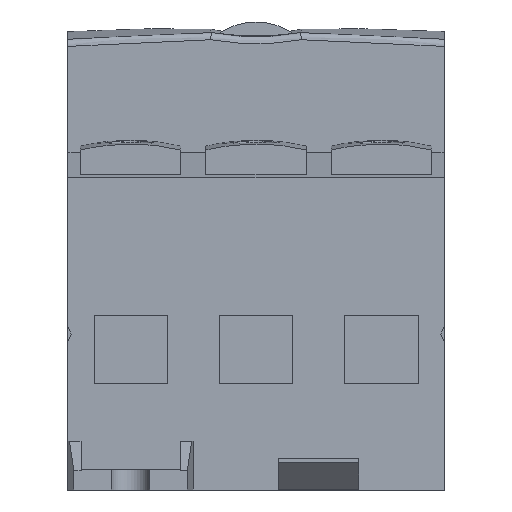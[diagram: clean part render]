
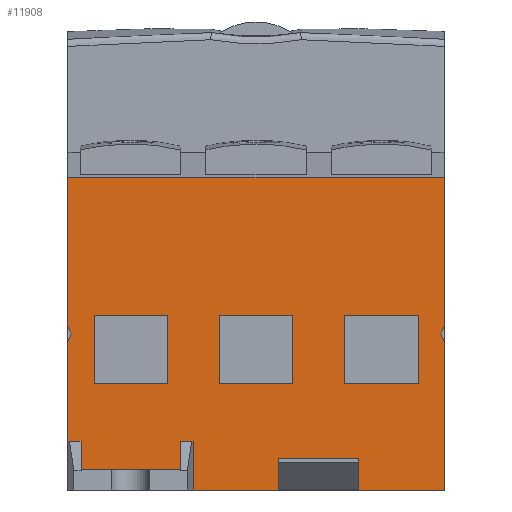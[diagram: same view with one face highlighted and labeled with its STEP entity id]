
A CAD part, front view. The second image highlights one B-rep face of the part: STEP entity #11908.
In plain terms, the highlighted planar face has unit normal (0, -1, 0).
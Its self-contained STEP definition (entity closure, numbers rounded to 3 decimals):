
#6371=DIRECTION('',(0.,0.,1.));
#6372=VECTOR('',#6371,20.786);
#6373=CARTESIAN_POINT('',(26.25,-37.4,22.814));
#6374=LINE('',#6373,#6372);
#6488=DIRECTION('',(0.,0.,1.));
#6489=VECTOR('',#6488,20.67);
#6490=CARTESIAN_POINT('',(26.25,-37.4,0.));
#6491=LINE('',#6490,#6489);
#6565=DIRECTION('',(-1.,0.,0.));
#6566=VECTOR('',#6565,35.);
#6567=CARTESIAN_POINT('',(26.25,-37.4,0.));
#6568=LINE('',#6567,#6566);
#6572=DIRECTION('',(-1.,0.,0.));
#6573=VECTOR('',#6572,1.84);
#6574=CARTESIAN_POINT('',(-8.75,-37.4,6.8));
#6575=LINE('',#6574,#6573);
#6579=DIRECTION('',(0.,0.,-1.));
#6580=VECTOR('',#6579,4.);
#6581=CARTESIAN_POINT('',(-10.59,-37.4,6.8));
#6582=LINE('',#6581,#6580);
#6586=DIRECTION('',(0.,0.,1.));
#6587=VECTOR('',#6586,4.);
#6588=CARTESIAN_POINT('',(-24.41,-37.4,2.8));
#6589=LINE('',#6588,#6587);
#6593=DIRECTION('',(-1.,0.,0.));
#6594=VECTOR('',#6593,1.84);
#6595=CARTESIAN_POINT('',(-24.41,-37.4,6.8));
#6596=LINE('',#6595,#6594);
#6600=DIRECTION('',(0.,0.,1.));
#6601=VECTOR('',#6600,13.87);
#6602=CARTESIAN_POINT('',(-26.25,-37.4,6.8));
#6603=LINE('',#6602,#6601);
#6607=DIRECTION('',(0.423,0.,0.906));
#6608=VECTOR('',#6607,1.183);
#6609=CARTESIAN_POINT('',(-26.25,-37.4,20.67));
#6610=LINE('',#6609,#6608);
#6614=DIRECTION('',(-0.423,0.,0.906));
#6615=VECTOR('',#6614,1.183);
#6616=CARTESIAN_POINT('',(-25.75,-37.4,21.742));
#6617=LINE('',#6616,#6615);
#6621=DIRECTION('',(0.,0.,1.));
#6622=VECTOR('',#6621,20.786);
#6623=CARTESIAN_POINT('',(-26.25,-37.4,22.814));
#6624=LINE('',#6623,#6622);
#6628=DIRECTION('',(-0.423,0.,-0.906));
#6629=VECTOR('',#6628,1.183);
#6630=CARTESIAN_POINT('',(26.25,-37.4,22.814));
#6631=LINE('',#6630,#6629);
#6635=DIRECTION('',(0.423,0.,-0.906));
#6636=VECTOR('',#6635,1.183);
#6637=CARTESIAN_POINT('',(25.75,-37.4,21.742));
#6638=LINE('',#6637,#6636);
#7262=DIRECTION('',(1.,0.,0.));
#7263=VECTOR('',#7262,13.82);
#7264=CARTESIAN_POINT('',(-24.41,-37.4,2.8));
#7265=LINE('',#7264,#7263);
#7326=DIRECTION('',(0.,0.,-1.));
#7327=VECTOR('',#7326,6.8);
#7328=CARTESIAN_POINT('',(-8.75,-37.4,6.8));
#7329=LINE('',#7328,#7327);
#7550=DIRECTION('',(-1.,0.,0.));
#7551=VECTOR('',#7550,52.5);
#7552=CARTESIAN_POINT('',(26.25,-37.4,43.6));
#7553=LINE('',#7552,#7551);
#8870=DIRECTION('',(0.,0.,1.));
#8871=VECTOR('',#8870,9.5);
#8872=CARTESIAN_POINT('',(-5.1,-37.4,14.9));
#8873=LINE('',#8872,#8871);
#8919=DIRECTION('',(1.,0.,0.));
#8920=VECTOR('',#8919,10.2);
#8921=CARTESIAN_POINT('',(-5.1,-37.4,24.4));
#8922=LINE('',#8921,#8920);
#8926=DIRECTION('',(0.,0.,-1.));
#8927=VECTOR('',#8926,9.5);
#8928=CARTESIAN_POINT('',(5.1,-37.4,24.4));
#8929=LINE('',#8928,#8927);
#8940=DIRECTION('',(-1.,0.,0.));
#8941=VECTOR('',#8940,10.2);
#8942=CARTESIAN_POINT('',(5.1,-37.4,14.9));
#8943=LINE('',#8942,#8941);
#8954=DIRECTION('',(1.,0.,0.));
#8955=VECTOR('',#8954,10.4);
#8956=CARTESIAN_POINT('',(12.3,-37.4,24.4));
#8957=LINE('',#8956,#8955);
#8968=DIRECTION('',(0.,0.,-1.));
#8969=VECTOR('',#8968,9.5);
#8970=CARTESIAN_POINT('',(22.7,-37.4,24.4));
#8971=LINE('',#8970,#8969);
#8982=DIRECTION('',(-1.,0.,0.));
#8983=VECTOR('',#8982,10.4);
#8984=CARTESIAN_POINT('',(22.7,-37.4,14.9));
#8985=LINE('',#8984,#8983);
#9010=DIRECTION('',(0.,0.,1.));
#9011=VECTOR('',#9010,9.5);
#9012=CARTESIAN_POINT('',(12.3,-37.4,14.9));
#9013=LINE('',#9012,#9011);
#9045=DIRECTION('',(0.,0.,1.));
#9046=VECTOR('',#9045,9.5);
#9047=CARTESIAN_POINT('',(-22.6,-37.4,14.9));
#9048=LINE('',#9047,#9046);
#9059=DIRECTION('',(0.,0.,-1.));
#9060=VECTOR('',#9059,9.5);
#9061=CARTESIAN_POINT('',(-12.3,-37.4,24.4));
#9062=LINE('',#9061,#9060);
#9080=DIRECTION('',(-1.,0.,0.));
#9081=VECTOR('',#9080,10.3);
#9082=CARTESIAN_POINT('',(-12.3,-37.4,14.9));
#9083=LINE('',#9082,#9081);
#9108=DIRECTION('',(1.,0.,0.));
#9109=VECTOR('',#9108,10.3);
#9110=CARTESIAN_POINT('',(-22.6,-37.4,24.4));
#9111=LINE('',#9110,#9109);
#10331=CARTESIAN_POINT('',(-26.25,-37.4,43.6));
#10332=VERTEX_POINT('',#10331);
#10333=CARTESIAN_POINT('',(-26.25,-37.4,22.814));
#10334=VERTEX_POINT('',#10333);
#10339=CARTESIAN_POINT('',(-26.25,-37.4,20.67));
#10340=VERTEX_POINT('',#10339);
#10341=CARTESIAN_POINT('',(-26.25,-37.4,6.8));
#10342=VERTEX_POINT('',#10341);
#10526=CARTESIAN_POINT('',(26.25,-37.4,22.814));
#10527=VERTEX_POINT('',#10526);
#10528=CARTESIAN_POINT('',(26.25,-37.4,43.6));
#10529=VERTEX_POINT('',#10528);
#10558=CARTESIAN_POINT('',(26.25,-37.4,0.));
#10559=VERTEX_POINT('',#10558);
#10560=CARTESIAN_POINT('',(26.25,-37.4,20.67));
#10561=VERTEX_POINT('',#10560);
#10578=CARTESIAN_POINT('',(25.75,-37.4,21.742));
#10579=VERTEX_POINT('',#10578);
#10580=CARTESIAN_POINT('',(-8.75,-37.4,0.));
#10581=VERTEX_POINT('',#10580);
#10582=CARTESIAN_POINT('',(-8.75,-37.4,6.8));
#10583=VERTEX_POINT('',#10582);
#10584=CARTESIAN_POINT('',(-10.59,-37.4,6.8));
#10585=VERTEX_POINT('',#10584);
#10586=CARTESIAN_POINT('',(-10.59,-37.4,2.8));
#10587=VERTEX_POINT('',#10586);
#10588=CARTESIAN_POINT('',(-24.41,-37.4,2.8));
#10589=VERTEX_POINT('',#10588);
#10590=CARTESIAN_POINT('',(-24.41,-37.4,6.8));
#10591=VERTEX_POINT('',#10590);
#10592=CARTESIAN_POINT('',(-25.75,-37.4,21.742));
#10593=VERTEX_POINT('',#10592);
#10594=CARTESIAN_POINT('',(-5.1,-37.4,14.9));
#10595=CARTESIAN_POINT('',(-5.1,-37.4,24.4));
#10596=VERTEX_POINT('',#10594);
#10597=VERTEX_POINT('',#10595);
#10598=CARTESIAN_POINT('',(5.1,-37.4,14.9));
#10599=VERTEX_POINT('',#10598);
#10600=CARTESIAN_POINT('',(5.1,-37.4,24.4));
#10601=VERTEX_POINT('',#10600);
#10602=CARTESIAN_POINT('',(12.3,-37.4,24.4));
#10603=CARTESIAN_POINT('',(22.7,-37.4,24.4));
#10604=VERTEX_POINT('',#10602);
#10605=VERTEX_POINT('',#10603);
#10606=CARTESIAN_POINT('',(12.3,-37.4,14.9));
#10607=VERTEX_POINT('',#10606);
#10608=CARTESIAN_POINT('',(22.7,-37.4,14.9));
#10609=VERTEX_POINT('',#10608);
#10610=CARTESIAN_POINT('',(-22.6,-37.4,14.9));
#10611=CARTESIAN_POINT('',(-22.6,-37.4,24.4));
#10612=VERTEX_POINT('',#10610);
#10613=VERTEX_POINT('',#10611);
#10614=CARTESIAN_POINT('',(-12.3,-37.4,14.9));
#10615=VERTEX_POINT('',#10614);
#10616=CARTESIAN_POINT('',(-12.3,-37.4,24.4));
#10617=VERTEX_POINT('',#10616);
#11844=CARTESIAN_POINT('',(25.324,-37.4,-0.268));
#11845=DIRECTION('',(0.,-1.,0.));
#11846=DIRECTION('',(0.,0.,1.));
#11847=AXIS2_PLACEMENT_3D('',#11844,#11845,#11846);
#11848=PLANE('',#11847);
#11849=ORIENTED_EDGE('',*,*,#11771,.F.);
#11851=ORIENTED_EDGE('',*,*,#11850,.T.);
#11853=ORIENTED_EDGE('',*,*,#11852,.F.);
#11855=ORIENTED_EDGE('',*,*,#11854,.T.);
#11857=ORIENTED_EDGE('',*,*,#11856,.T.);
#11859=ORIENTED_EDGE('',*,*,#11858,.F.);
#11861=ORIENTED_EDGE('',*,*,#11860,.T.);
#11863=ORIENTED_EDGE('',*,*,#11862,.T.);
#11864=ORIENTED_EDGE('',*,*,#11098,.T.);
#11866=ORIENTED_EDGE('',*,*,#11865,.T.);
#11868=ORIENTED_EDGE('',*,*,#11867,.T.);
#11869=ORIENTED_EDGE('',*,*,#11090,.T.);
#11871=ORIENTED_EDGE('',*,*,#11870,.F.);
#11872=ORIENTED_EDGE('',*,*,#11727,.F.);
#11873=ORIENTED_EDGE('',*,*,#11828,.T.);
#11875=ORIENTED_EDGE('',*,*,#11874,.T.);
#11876=EDGE_LOOP('',(#11849,#11851,#11853,#11855,#11857,#11859,#11861,#11863,
#11864,#11866,#11868,#11869,#11871,#11872,#11873,#11875));
#11877=FACE_OUTER_BOUND('',#11876,.F.);
#11879=ORIENTED_EDGE('',*,*,#11878,.F.);
#11881=ORIENTED_EDGE('',*,*,#11880,.F.);
#11883=ORIENTED_EDGE('',*,*,#11882,.F.);
#11885=ORIENTED_EDGE('',*,*,#11884,.F.);
#11886=EDGE_LOOP('',(#11879,#11881,#11883,#11885));
#11887=FACE_BOUND('',#11886,.F.);
#11889=ORIENTED_EDGE('',*,*,#11888,.F.);
#11891=ORIENTED_EDGE('',*,*,#11890,.F.);
#11893=ORIENTED_EDGE('',*,*,#11892,.F.);
#11895=ORIENTED_EDGE('',*,*,#11894,.F.);
#11896=EDGE_LOOP('',(#11889,#11891,#11893,#11895));
#11897=FACE_BOUND('',#11896,.F.);
#11899=ORIENTED_EDGE('',*,*,#11898,.F.);
#11901=ORIENTED_EDGE('',*,*,#11900,.F.);
#11903=ORIENTED_EDGE('',*,*,#11902,.F.);
#11905=ORIENTED_EDGE('',*,*,#11904,.F.);
#11906=EDGE_LOOP('',(#11899,#11901,#11903,#11905));
#11907=FACE_BOUND('',#11906,.F.);
#11090=EDGE_CURVE('',#10334,#10332,#6624,.T.);
#11098=EDGE_CURVE('',#10342,#10340,#6603,.T.);
#11727=EDGE_CURVE('',#10527,#10529,#6374,.T.);
#11771=EDGE_CURVE('',#10559,#10561,#6491,.T.);
#11828=EDGE_CURVE('',#10527,#10579,#6631,.T.);
#11850=EDGE_CURVE('',#10559,#10581,#6568,.T.);
#11852=EDGE_CURVE('',#10583,#10581,#7329,.T.);
#11854=EDGE_CURVE('',#10583,#10585,#6575,.T.);
#11856=EDGE_CURVE('',#10585,#10587,#6582,.T.);
#11858=EDGE_CURVE('',#10589,#10587,#7265,.T.);
#11860=EDGE_CURVE('',#10589,#10591,#6589,.T.);
#11862=EDGE_CURVE('',#10591,#10342,#6596,.T.);
#11865=EDGE_CURVE('',#10340,#10593,#6610,.T.);
#11867=EDGE_CURVE('',#10593,#10334,#6617,.T.);
#11870=EDGE_CURVE('',#10529,#10332,#7553,.T.);
#11874=EDGE_CURVE('',#10579,#10561,#6638,.T.);
#11878=EDGE_CURVE('',#10596,#10597,#8873,.T.);
#11880=EDGE_CURVE('',#10599,#10596,#8943,.T.);
#11882=EDGE_CURVE('',#10601,#10599,#8929,.T.);
#11884=EDGE_CURVE('',#10597,#10601,#8922,.T.);
#11888=EDGE_CURVE('',#10604,#10605,#8957,.T.);
#11890=EDGE_CURVE('',#10607,#10604,#9013,.T.);
#11892=EDGE_CURVE('',#10609,#10607,#8985,.T.);
#11894=EDGE_CURVE('',#10605,#10609,#8971,.T.);
#11898=EDGE_CURVE('',#10612,#10613,#9048,.T.);
#11900=EDGE_CURVE('',#10615,#10612,#9083,.T.);
#11902=EDGE_CURVE('',#10617,#10615,#9062,.T.);
#11904=EDGE_CURVE('',#10613,#10617,#9111,.T.);
#11908=ADVANCED_FACE('',(#11877,#11887,#11897,#11907),#11848,.T.);
